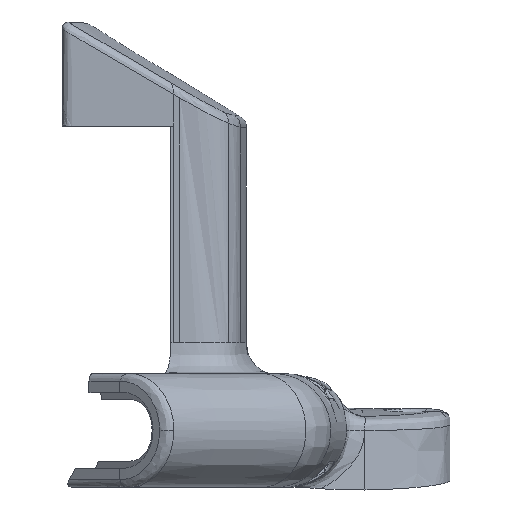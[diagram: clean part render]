
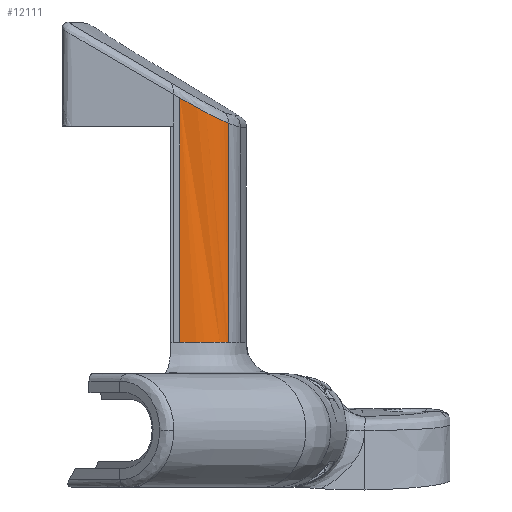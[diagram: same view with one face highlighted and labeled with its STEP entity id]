
A CAD part, top view. The second image highlights one B-rep face of the part: STEP entity #12111.
In plain terms, the highlighted free-form (B-spline) face has degree [3, 1] with [12, 2] control points.
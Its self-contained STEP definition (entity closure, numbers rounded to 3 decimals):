
#1761 = CARTESIAN_POINT ( 'NONE',  ( 47.892, 40.014, 13.811 ) ) ;
#1911 = CARTESIAN_POINT ( 'NONE',  ( 48.453, 14.169, 13.773 ) ) ;
#2492 = EDGE_CURVE ( 'NONE', #18885, #23818, #14783, .T. ) ;
#4297 = CARTESIAN_POINT ( 'NONE',  ( 47.216, 39.975, 13.812 ) ) ;
#4306 = CARTESIAN_POINT ( 'NONE',  ( 52.35, 14.168, 11.758 ) ) ;
#4529 = CARTESIAN_POINT ( 'NONE',  ( 47.566, 40.207, 13.813 ) ) ;
#4855 = CARTESIAN_POINT ( 'NONE',  ( 49.193, 14.168, 13.674 ) ) ;
#4880 = CARTESIAN_POINT ( 'NONE',  ( 51.696, 37.946, 12.484 ) ) ;
#4897 = CARTESIAN_POINT ( 'NONE',  ( 50.042, 14.168, 13.435 ) ) ;
#6029 = CARTESIAN_POINT ( 'NONE',  ( 52.35, 14.168, 11.758 ) ) ;
#6508 = CARTESIAN_POINT ( 'NONE',  ( 52.349, 37.311, 11.759 ) ) ;
#6605 = EDGE_LOOP ( 'NONE', ( #20519, #27802, #33363, #16971 ) ) ;
#7103 = CARTESIAN_POINT ( 'NONE',  ( 52.389, 3.364, 11.708 ) ) ;
#7277 = CARTESIAN_POINT ( 'NONE',  ( 51.696, 3.681, 12.484 ) ) ;
#7426 = CARTESIAN_POINT ( 'NONE',  ( 49.655, 14.168, 13.56 ) ) ;
#7606 = CARTESIAN_POINT ( 'NONE',  ( 48.649, 14.168, 13.753 ) ) ;
#7827 = CARTESIAN_POINT ( 'NONE',  ( 50.543, 14.168, 13.252 ) ) ;
#8307 = CARTESIAN_POINT ( 'NONE',  ( 47.216, 14.168, 13.813 ) ) ;
#10009 = CARTESIAN_POINT ( 'NONE',  ( 48.628, 14.168, 13.756 ) ) ;
#10036 = CARTESIAN_POINT ( 'NONE',  ( 47.566, 5.941, 13.813 ) ) ;
#10487 = CARTESIAN_POINT ( 'NONE',  ( 49.516, 38.674, 13.617 ) ) ;
#10577 = CARTESIAN_POINT ( 'NONE',  ( 52.047, 37.781, 12.146 ) ) ;
#11429 = CARTESIAN_POINT ( 'NONE',  ( 47.216, 39.975, 13.812 ) ) ;
#12111 = ADVANCED_FACE ( 'NONE', ( #13172 ), #15580, .F. ) ;
#12813 = CARTESIAN_POINT ( 'NONE',  ( 50.686, 38.449, 13.216 ) ) ;
#12969 = CARTESIAN_POINT ( 'NONE',  ( 47.216, 14.168, 13.813 ) ) ;
#12995 = CARTESIAN_POINT ( 'NONE',  ( 50.005, 4.546, 13.496 ) ) ;
#13010 = CARTESIAN_POINT ( 'NONE',  ( 50.046, 14.168, 13.433 ) ) ;
#13148 = CARTESIAN_POINT ( 'NONE',  ( 47.444, 14.167, 13.814 ) ) ;
#13172 = FACE_OUTER_BOUND ( 'NONE', #6605, .T. ) ;
#13905 = VERTEX_POINT ( 'NONE', #11429 ) ;
#14686 = CARTESIAN_POINT ( 'NONE',  ( 52.349, 37.311, 11.759 ) ) ;
#14783 = B_SPLINE_CURVE_WITH_KNOTS ( 'NONE', 3,
 ( #12969, #32631, #13148, #15916, #21241, #29695, #27115, #15733, #1911, #26934, #35574, #21596, #10009, #32811, #7606, #24171, #4855, #35387, #7426, #18844, #30049, #27332, #18886, #19251, #4897, #13010, #7827, #21997, #24212, #16509, #35796 ),
 .UNSPECIFIED., .F., .F.,
 ( 4, 2, 2, 2, 2, 1, 1, 2, 2, 2, 2, 1, 1, 1, 2, 2, 2, 4 ),
 ( 0., 0.125, 0.188, 0.219, 0.234, 0.242, 0.246, 0.248, 0.25, 0.375, 0.438, 0.469, 0.484, 0.492, 0.496, 0.5, 0.75, 1. ),
 .UNSPECIFIED. ) ;
#15526 = CARTESIAN_POINT ( 'NONE',  ( 47.673, 39.706, 13.813 ) ) ;
#15580 = B_SPLINE_SURFACE_WITH_KNOTS ( 'NONE', 3, 1, ( 
 ( #29720, #35062 ),
 ( #4529, #10036 ),
 ( #1761, #15761 ),
 ( #24019, #27317 ),
 ( #26962, #32302 ),
 ( #30076, #12995 ),
 ( #12813, #32836 ),
 ( #4880, #7277 ),
 ( #10577, #16122 ),
 ( #21796, #24196 ),
 ( #21447, #21267 ),
 ( #35598, #7103 ) ),
 .UNSPECIFIED., .F., .F., .F.,
 ( 4, 2, 2, 2, 2, 4 ),
 ( 2, 2 ),
 ( 0., 1.215, 2.437, 4.896, 6.43, 6.496 ),
 ( 0., 34.266 ),
 .UNSPECIFIED. ) ;
#15733 = CARTESIAN_POINT ( 'NONE',  ( 48.405, 14.169, 13.777 ) ) ;
#15761 = CARTESIAN_POINT ( 'NONE',  ( 47.892, 5.749, 13.811 ) ) ;
#15916 = CARTESIAN_POINT ( 'NONE',  ( 47.796, 14.17, 13.808 ) ) ;
#16122 = CARTESIAN_POINT ( 'NONE',  ( 52.047, 3.515, 12.146 ) ) ;
#16509 = CARTESIAN_POINT ( 'NONE',  ( 52.085, 14.168, 12.098 ) ) ;
#16971 = ORIENTED_EDGE ( 'NONE', *, *, #22113, .T. ) ;
#17739 = CARTESIAN_POINT ( 'NONE',  ( 47.216, 14.168, 13.813 ) ) ;
#18844 = CARTESIAN_POINT ( 'NONE',  ( 49.811, 14.168, 13.513 ) ) ;
#18885 = VERTEX_POINT ( 'NONE', #8307 ) ;
#18886 = CARTESIAN_POINT ( 'NONE',  ( 50.013, 14.168, 13.445 ) ) ;
#19251 = CARTESIAN_POINT ( 'NONE',  ( 50.03, 14.168, 13.439 ) ) ;
#20499 = CARTESIAN_POINT ( 'NONE',  ( 52.033, 37.442, 12.165 ) ) ;
#20519 = ORIENTED_EDGE ( 'NONE', *, *, #2492, .T. ) ;
#21241 = CARTESIAN_POINT ( 'NONE',  ( 47.934, 14.171, 13.805 ) ) ;
#21267 = CARTESIAN_POINT ( 'NONE',  ( 52.376, 3.37, 11.725 ) ) ;
#21447 = CARTESIAN_POINT ( 'NONE',  ( 52.376, 37.635, 11.725 ) ) ;
#21596 = CARTESIAN_POINT ( 'NONE',  ( 48.609, 14.168, 13.758 ) ) ;
#21710 = CARTESIAN_POINT ( 'NONE',  ( 50.416, 38.207, 13.306 ) ) ;
#21796 = CARTESIAN_POINT ( 'NONE',  ( 52.363, 37.641, 11.742 ) ) ;
#21997 = CARTESIAN_POINT ( 'NONE',  ( 50.985, 14.167, 13.008 ) ) ;
#22113 = EDGE_CURVE ( 'NONE', #13905, #18885, #24926, .T. ) ;
#23818 = VERTEX_POINT ( 'NONE', #4306 ) ;
#24019 = CARTESIAN_POINT ( 'NONE',  ( 48.597, 39.604, 13.766 ) ) ;
#24171 = CARTESIAN_POINT ( 'NONE',  ( 48.934, 14.168, 13.721 ) ) ;
#24196 = CARTESIAN_POINT ( 'NONE',  ( 52.363, 3.375, 11.742 ) ) ;
#24212 = CARTESIAN_POINT ( 'NONE',  ( 51.762, 14.164, 12.426 ) ) ;
#24926 = B_SPLINE_CURVE_WITH_KNOTS ( 'NONE', 1,
 ( #26544, #17739 ),
 .UNSPECIFIED., .F., .F.,
 ( 2, 2 ),
 ( 0., 1. ),
 .UNSPECIFIED. ) ;
#25537 = CARTESIAN_POINT ( 'NONE',  ( 52.351, 29.597, 11.759 ) ) ;
#26120 = EDGE_CURVE ( 'NONE', #29068, #23818, #35419, .T. ) ;
#26544 = CARTESIAN_POINT ( 'NONE',  ( 47.216, 39.975, 13.812 ) ) ;
#26730 = CARTESIAN_POINT ( 'NONE',  ( 48.133, 39.44, 13.808 ) ) ;
#26934 = CARTESIAN_POINT ( 'NONE',  ( 48.527, 14.168, 13.766 ) ) ;
#26962 = CARTESIAN_POINT ( 'NONE',  ( 48.947, 39.404, 13.723 ) ) ;
#27115 = CARTESIAN_POINT ( 'NONE',  ( 48.266, 14.17, 13.788 ) ) ;
#27317 = CARTESIAN_POINT ( 'NONE',  ( 48.597, 5.339, 13.766 ) ) ;
#27332 = CARTESIAN_POINT ( 'NONE',  ( 49.972, 14.168, 13.46 ) ) ;
#27802 = ORIENTED_EDGE ( 'NONE', *, *, #26120, .F. ) ;
#27972 = CARTESIAN_POINT ( 'NONE',  ( 52.349, 37.311, 11.759 ) ) ;
#29068 = VERTEX_POINT ( 'NONE', #27972 ) ;
#29695 = CARTESIAN_POINT ( 'NONE',  ( 48.177, 14.171, 13.793 ) ) ;
#29720 = CARTESIAN_POINT ( 'NONE',  ( 47.216, 40.413, 13.813 ) ) ;
#30049 = CARTESIAN_POINT ( 'NONE',  ( 49.887, 14.168, 13.489 ) ) ;
#30076 = CARTESIAN_POINT ( 'NONE',  ( 50.005, 38.812, 13.496 ) ) ;
#30165 = CARTESIAN_POINT ( 'NONE',  ( 51.662, 37.607, 12.516 ) ) ;
#31407 = CARTESIAN_POINT ( 'NONE',  ( 52.35, 21.882, 11.758 ) ) ;
#32302 = CARTESIAN_POINT ( 'NONE',  ( 48.947, 5.139, 13.723 ) ) ;
#32631 = CARTESIAN_POINT ( 'NONE',  ( 47.288, 14.168, 13.813 ) ) ;
#32811 = CARTESIAN_POINT ( 'NONE',  ( 48.641, 14.168, 13.754 ) ) ;
#32836 = CARTESIAN_POINT ( 'NONE',  ( 50.686, 4.184, 13.216 ) ) ;
#32925 = CARTESIAN_POINT ( 'NONE',  ( 50.853, 37.989, 13.087 ) ) ;
#33363 = ORIENTED_EDGE ( 'NONE', *, *, #33790, .F. ) ;
#33790 = EDGE_CURVE ( 'NONE', #13905, #29068, #34250, .T. ) ;
#34250 = B_SPLINE_CURVE_WITH_KNOTS ( 'NONE', 3,
 ( #4297, #15526, #26730, #35687, #10487, #21710, #32925, #30165, #20499, #6508 ),
 .UNSPECIFIED., .F., .F.,
 ( 4, 2, 2, 2, 4 ),
 ( 0., 0.25, 0.5, 0.75, 1. ),
 .UNSPECIFIED. ) ;
#35062 = CARTESIAN_POINT ( 'NONE',  ( 47.216, 6.147, 13.813 ) ) ;
#35387 = CARTESIAN_POINT ( 'NONE',  ( 49.544, 14.168, 13.591 ) ) ;
#35419 = B_SPLINE_CURVE_WITH_KNOTS ( 'NONE', 3,
 ( #14686, #25537, #31407, #6029 ),
 .UNSPECIFIED., .F., .F.,
 ( 4, 4 ),
 ( 0., 1. ),
 .UNSPECIFIED. ) ;
#35574 = CARTESIAN_POINT ( 'NONE',  ( 48.564, 14.168, 13.762 ) ) ;
#35598 = CARTESIAN_POINT ( 'NONE',  ( 52.389, 37.629, 11.708 ) ) ;
#35687 = CARTESIAN_POINT ( 'NONE',  ( 49.054, 38.924, 13.711 ) ) ;
#35796 = CARTESIAN_POINT ( 'NONE',  ( 52.35, 14.168, 11.758 ) ) ;
